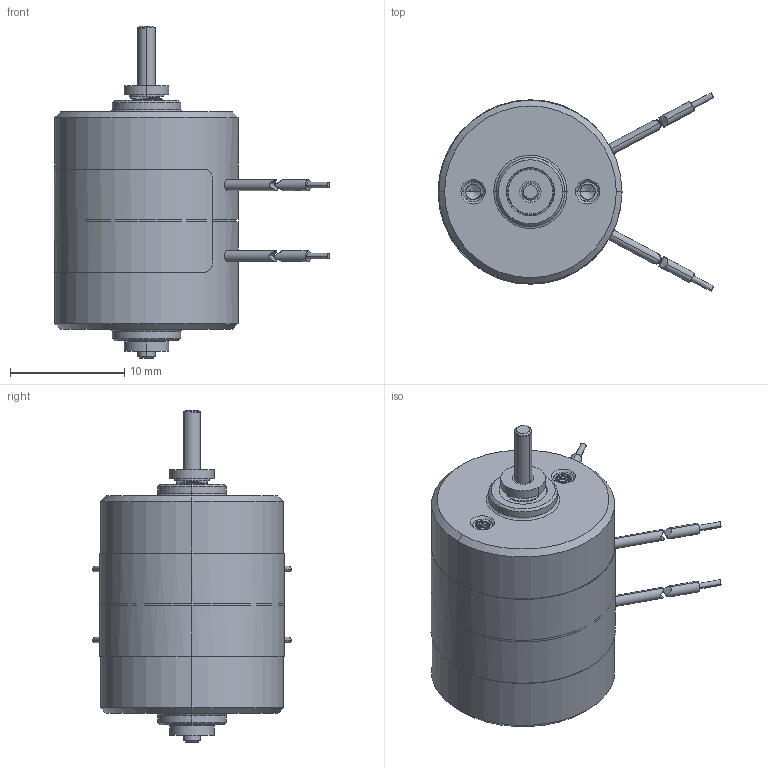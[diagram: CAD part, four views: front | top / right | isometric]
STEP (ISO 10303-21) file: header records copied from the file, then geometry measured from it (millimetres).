
FILE_DESCRIPTION((''),'2;1');
FILE_NAME('P110-064-068_12_ASM','2015-10-29T',('sandip.dhanwate'),(''),'PRO/ENGINEER BY PARAMETRIC TECHNOLOGY CORPORATION, 2014310','PRO/ENGINEER BY PARAMETRIC TECHNOLOGY CORPORATION, 2014310','');
FILE_SCHEMA(('CONFIG_CONTROL_DESIGN'));
Length unit declared in the file: millimetre
Products named in the file (23): 2-800-10-0018_3; 2-420-10-0001_ASM_3_ASM; 2-800-10-0022_4; 2-280-10-0016_ASM_1_ASM; 2-800-10-0023_2; 2-270-10-0016_ASM_1_ASM; 2-800-30-0176-BENTP110_1; 2-800-10-0016_2; PRT0001_2; MANIFOLD_SOLID_BREP_6888; MANIFOLD_SOLID_BREP_7034; MANIFOLD_SOLID_BREP_7296; MANIFOLD_SOLID_BREP_7555; PRT0003_AF0_1_ASM; MANIFOLD_SOLID_BREP_7726; MANIFOLD_SOLID_BREP_7872; MANIFOLD_SOLID_BREP_8134; MANIFOLD_SOLID_BREP_8393; PRT0003_AF1_1_ASM; 2-011-10-0031_ASM_6_ASM; 1800160004; 0952301530_SPRING-WASHER; P110-064-068_12_ASM
Assembly tree (24 placements, depth 4):
  P110-064-068_12_ASM
    2-011-10-0031_ASM_6_ASM
      2-420-10-0001_ASM_3_ASM
        2-800-10-0018_3
      2-280-10-0016_ASM_1_ASM
        2-800-10-0022_4
      2-270-10-0016_ASM_1_ASM
        2-800-10-0023_2
      2-800-30-0176-BENTP110_1
      2-800-10-0016_2  x2
      PRT0001_2
      PRT0003_AF0_1_ASM
        MANIFOLD_SOLID_BREP_6888
        MANIFOLD_SOLID_BREP_7034
        MANIFOLD_SOLID_BREP_7296
        MANIFOLD_SOLID_BREP_7555
      PRT0003_AF1_1_ASM
        MANIFOLD_SOLID_BREP_7726
        MANIFOLD_SOLID_BREP_7872
        MANIFOLD_SOLID_BREP_8134
        MANIFOLD_SOLID_BREP_8393
    1800160004
    0952301530_SPRING-WASHER  x2
Bounding box: 24.06 x 17.34 x 29 mm (x, y, z)
Volume: 7173.2 mm3; surface area: 4194.4 mm2
Topology: 18 solids, 18 shells, 218 faces, 478 edges, 306 vertices
Faces by surface type: cylinder 92, plane 42, bspline 40, cone 32, extrusion 8, torus 4
Entity records: 11082 total; most frequent: CARTESIAN_POINT 6452, DIRECTION 908, ORIENTED_EDGE 844, EDGE_CURVE 422, AXIS2_PLACEMENT_3D 382, VERTEX_POINT 274, EDGE_LOOP 216, FACE_OUTER_BOUND 195
